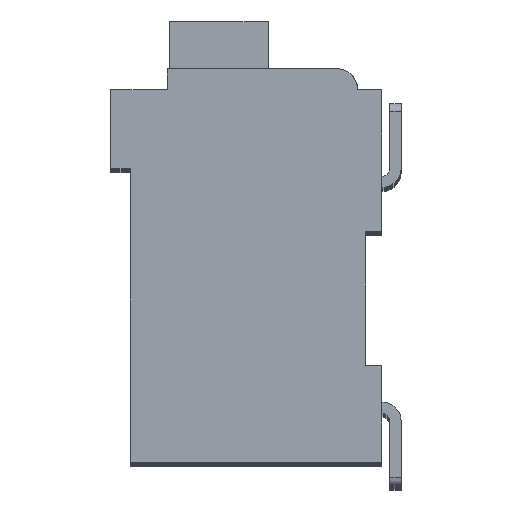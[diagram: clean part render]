
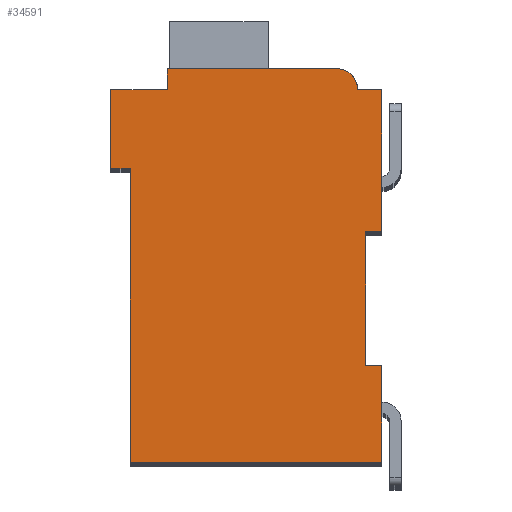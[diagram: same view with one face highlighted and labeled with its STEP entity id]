
A CAD part, top view. The second image highlights one B-rep face of the part: STEP entity #34591.
In plain terms, the highlighted planar face has unit normal (0, 0, 1).
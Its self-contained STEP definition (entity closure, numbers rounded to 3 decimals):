
#10630=DIRECTION('',(1.,0.,0.));
#10631=VECTOR('',#10630,0.5);
#10632=CARTESIAN_POINT('',(7.3,7.15,2.1));
#10633=LINE('',#10632,#10631);
#10634=DIRECTION('',(0.,1.,0.));
#10635=VECTOR('',#10634,4.15);
#10636=CARTESIAN_POINT('',(7.3,3.,2.1));
#10637=LINE('',#10636,#10635);
#10638=DIRECTION('',(-1.,0.,0.));
#10639=VECTOR('',#10638,0.5);
#10640=CARTESIAN_POINT('',(7.8,3.,2.1));
#10641=LINE('',#10640,#10639);
#10642=DIRECTION('',(0.,1.,0.));
#10643=VECTOR('',#10642,3.);
#10644=CARTESIAN_POINT('',(7.8,0.,2.1));
#10645=LINE('',#10644,#10643);
#10646=DIRECTION('',(1.,0.,0.));
#10647=VECTOR('',#10646,7.8);
#10648=CARTESIAN_POINT('',(0.,0.,2.1));
#10649=LINE('',#10648,#10647);
#10650=DIRECTION('',(0.,-1.,0.));
#10651=VECTOR('',#10650,9.1);
#10652=CARTESIAN_POINT('',(0.,9.1,2.1));
#10653=LINE('',#10652,#10651);
#10654=DIRECTION('',(1.,0.,0.));
#10655=VECTOR('',#10654,0.6);
#10656=CARTESIAN_POINT('',(-0.6,9.1,2.1));
#10657=LINE('',#10656,#10655);
#10658=DIRECTION('',(0.,-1.,0.));
#10659=VECTOR('',#10658,2.45);
#10660=CARTESIAN_POINT('',(-0.6,11.55,2.1));
#10661=LINE('',#10660,#10659);
#10662=DIRECTION('',(-1.,0.,0.));
#10663=VECTOR('',#10662,1.75);
#10664=CARTESIAN_POINT('',(1.15,11.55,2.1));
#10665=LINE('',#10664,#10663);
#10666=DIRECTION('',(0.,-1.,0.));
#10667=VECTOR('',#10666,0.65);
#10668=CARTESIAN_POINT('',(1.15,12.2,2.1));
#10669=LINE('',#10668,#10667);
#10670=DIRECTION('',(-1.,0.,0.));
#10671=VECTOR('',#10670,5.25);
#10672=CARTESIAN_POINT('',(6.4,12.2,2.1));
#10673=LINE('',#10672,#10671);
#10674=CARTESIAN_POINT('',(6.4,11.55,2.1));
#10675=DIRECTION('',(0.,0.,1.));
#10676=DIRECTION('',(1.,0.,0.));
#10677=AXIS2_PLACEMENT_3D('',#10674,#10675,#10676);
#10679=DIRECTION('',(-1.,0.,0.));
#10680=VECTOR('',#10679,0.75);
#10681=CARTESIAN_POINT('',(7.8,11.55,2.1));
#10682=LINE('',#10681,#10680);
#10683=DIRECTION('',(0.,1.,0.));
#10684=VECTOR('',#10683,4.4);
#10685=CARTESIAN_POINT('',(7.8,7.15,2.1));
#10686=LINE('',#10685,#10684);
#17347=CARTESIAN_POINT('',(7.3,7.15,2.1));
#17348=CARTESIAN_POINT('',(7.8,7.15,2.1));
#17349=VERTEX_POINT('',#17347);
#17350=VERTEX_POINT('',#17348);
#17351=CARTESIAN_POINT('',(7.8,11.55,2.1));
#17352=VERTEX_POINT('',#17351);
#17353=CARTESIAN_POINT('',(7.05,11.55,2.1));
#17354=VERTEX_POINT('',#17353);
#17355=CARTESIAN_POINT('',(6.4,12.2,2.1));
#17356=VERTEX_POINT('',#17355);
#17357=CARTESIAN_POINT('',(1.15,12.2,2.1));
#17358=VERTEX_POINT('',#17357);
#17359=CARTESIAN_POINT('',(1.15,11.55,2.1));
#17360=VERTEX_POINT('',#17359);
#17361=CARTESIAN_POINT('',(-0.6,11.55,2.1));
#17362=VERTEX_POINT('',#17361);
#17363=CARTESIAN_POINT('',(-0.6,9.1,2.1));
#17364=VERTEX_POINT('',#17363);
#17365=CARTESIAN_POINT('',(0.,9.1,2.1));
#17366=VERTEX_POINT('',#17365);
#17367=CARTESIAN_POINT('',(0.,0.,2.1));
#17368=VERTEX_POINT('',#17367);
#17369=CARTESIAN_POINT('',(7.8,0.,2.1));
#17370=VERTEX_POINT('',#17369);
#17371=CARTESIAN_POINT('',(7.8,3.,2.1));
#17372=VERTEX_POINT('',#17371);
#17373=CARTESIAN_POINT('',(7.3,3.,2.1));
#17374=VERTEX_POINT('',#17373);
#34570=CARTESIAN_POINT('',(0.,0.,2.1));
#34571=DIRECTION('',(0.,0.,1.));
#34572=DIRECTION('',(1.,0.,0.));
#34573=AXIS2_PLACEMENT_3D('',#34570,#34571,#34572);
#34574=PLANE('',#34573);
#34575=ORIENTED_EDGE('',*,*,#22804,.F.);
#34576=ORIENTED_EDGE('',*,*,#23606,.F.);
#34577=ORIENTED_EDGE('',*,*,#29666,.F.);
#34578=ORIENTED_EDGE('',*,*,#30111,.F.);
#34579=ORIENTED_EDGE('',*,*,#30628,.F.);
#34580=ORIENTED_EDGE('',*,*,#31313,.F.);
#34581=ORIENTED_EDGE('',*,*,#31592,.F.);
#34582=ORIENTED_EDGE('',*,*,#31856,.F.);
#34583=ORIENTED_EDGE('',*,*,#32255,.F.);
#34584=ORIENTED_EDGE('',*,*,#33020,.F.);
#34585=ORIENTED_EDGE('',*,*,#33622,.F.);
#34586=ORIENTED_EDGE('',*,*,#32306,.F.);
#34587=ORIENTED_EDGE('',*,*,#32811,.F.);
#34588=ORIENTED_EDGE('',*,*,#23501,.F.);
#34589=EDGE_LOOP('',(#34575,#34576,#34577,#34578,#34579,#34580,#34581,#34582,
#34583,#34584,#34585,#34586,#34587,#34588));
#34590=FACE_OUTER_BOUND('',#34589,.F.);
#10678=CIRCLE('',#10677,0.65);
#22804=EDGE_CURVE('',#17349,#17350,#10633,.T.);
#23501=EDGE_CURVE('',#17350,#17352,#10686,.T.);
#23606=EDGE_CURVE('',#17374,#17349,#10637,.T.);
#29666=EDGE_CURVE('',#17372,#17374,#10641,.T.);
#30111=EDGE_CURVE('',#17370,#17372,#10645,.T.);
#30628=EDGE_CURVE('',#17368,#17370,#10649,.T.);
#31313=EDGE_CURVE('',#17366,#17368,#10653,.T.);
#31592=EDGE_CURVE('',#17364,#17366,#10657,.T.);
#31856=EDGE_CURVE('',#17362,#17364,#10661,.T.);
#32255=EDGE_CURVE('',#17360,#17362,#10665,.T.);
#32306=EDGE_CURVE('',#17354,#17356,#10678,.T.);
#32811=EDGE_CURVE('',#17352,#17354,#10682,.T.);
#33020=EDGE_CURVE('',#17358,#17360,#10669,.T.);
#33622=EDGE_CURVE('',#17356,#17358,#10673,.T.);
#34591=ADVANCED_FACE('',(#34590),#34574,.T.);
